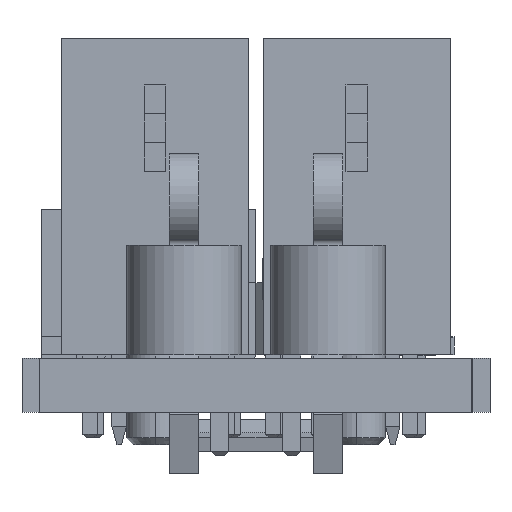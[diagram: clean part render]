
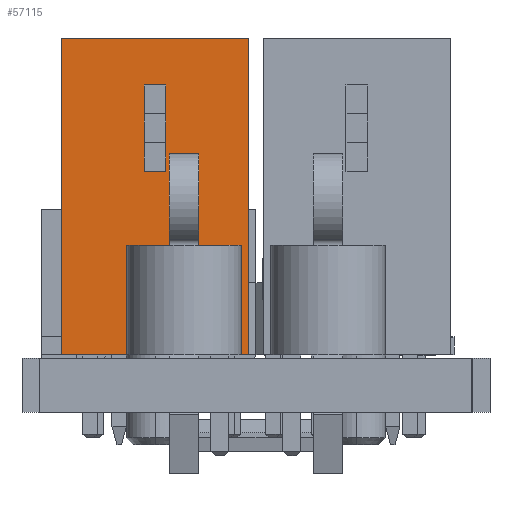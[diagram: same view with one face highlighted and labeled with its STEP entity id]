
A CAD part, left-side view. The second image highlights one B-rep face of the part: STEP entity #57115.
In plain terms, the highlighted face is planar.
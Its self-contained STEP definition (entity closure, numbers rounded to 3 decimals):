
#55345 = VERTEX_POINT('',#55346);
#55346 = CARTESIAN_POINT('',(6.95,-2.6,0.));
#55352 = EDGE_CURVE('',#55353,#55345,#55355,.T.);
#55353 = VERTEX_POINT('',#55354);
#55354 = CARTESIAN_POINT('',(6.95,-2.6,8.8));
#55355 = LINE('',#55356,#55357);
#55356 = CARTESIAN_POINT('',(6.95,-2.6,8.8));
#55357 = VECTOR('',#55358,1.);
#55358 = DIRECTION('',(-0.,-0.,-1.));
#57095 = EDGE_CURVE('',#55353,#57096,#57098,.T.);
#57096 = VERTEX_POINT('',#57097);
#57097 = CARTESIAN_POINT('',(6.95,2.6,8.8));
#57098 = LINE('',#57099,#57100);
#57099 = CARTESIAN_POINT('',(6.95,2.6,8.8));
#57100 = VECTOR('',#57101,1.);
#57101 = DIRECTION('',(-0.,1.,-0.));
#57115 = ADVANCED_FACE('',(#57116,#57150),#57168,.F.);
#57116 = FACE_BOUND('',#57117,.T.);
#57117 = EDGE_LOOP('',(#57118,#57128,#57136,#57144));
#57118 = ORIENTED_EDGE('',*,*,#57119,.F.);
#57119 = EDGE_CURVE('',#57120,#57122,#57124,.T.);
#57120 = VERTEX_POINT('',#57121);
#57121 = CARTESIAN_POINT('',(6.95,0.3,7.5));
#57122 = VERTEX_POINT('',#57123);
#57123 = CARTESIAN_POINT('',(6.95,-0.3,7.5));
#57124 = LINE('',#57125,#57126);
#57125 = CARTESIAN_POINT('',(6.95,2.6,7.5));
#57126 = VECTOR('',#57127,1.);
#57127 = DIRECTION('',(0.,-1.,0.));
#57128 = ORIENTED_EDGE('',*,*,#57129,.T.);
#57129 = EDGE_CURVE('',#57120,#57130,#57132,.T.);
#57130 = VERTEX_POINT('',#57131);
#57131 = CARTESIAN_POINT('',(6.95,0.3,5.1));
#57132 = LINE('',#57133,#57134);
#57133 = CARTESIAN_POINT('',(6.95,0.3,8.8));
#57134 = VECTOR('',#57135,1.);
#57135 = DIRECTION('',(0.,0.,-1.));
#57136 = ORIENTED_EDGE('',*,*,#57137,.F.);
#57137 = EDGE_CURVE('',#57138,#57130,#57140,.T.);
#57138 = VERTEX_POINT('',#57139);
#57139 = CARTESIAN_POINT('',(6.95,-0.3,5.1));
#57140 = LINE('',#57141,#57142);
#57141 = CARTESIAN_POINT('',(6.95,2.6,5.1));
#57142 = VECTOR('',#57143,1.);
#57143 = DIRECTION('',(0.,1.,0.));
#57144 = ORIENTED_EDGE('',*,*,#57145,.F.);
#57145 = EDGE_CURVE('',#57122,#57138,#57146,.T.);
#57146 = LINE('',#57147,#57148);
#57147 = CARTESIAN_POINT('',(6.95,-0.3,8.8));
#57148 = VECTOR('',#57149,1.);
#57149 = DIRECTION('',(0.,0.,-1.));
#57150 = FACE_BOUND('',#57151,.T.);
#57151 = EDGE_LOOP('',(#57152,#57160,#57166,#57167));
#57152 = ORIENTED_EDGE('',*,*,#57153,.T.);
#57153 = EDGE_CURVE('',#55345,#57154,#57156,.T.);
#57154 = VERTEX_POINT('',#57155);
#57155 = CARTESIAN_POINT('',(6.95,2.6,0.));
#57156 = LINE('',#57157,#57158);
#57157 = CARTESIAN_POINT('',(6.95,2.6,0.));
#57158 = VECTOR('',#57159,1.);
#57159 = DIRECTION('',(-0.,1.,-0.));
#57160 = ORIENTED_EDGE('',*,*,#57161,.F.);
#57161 = EDGE_CURVE('',#57096,#57154,#57162,.T.);
#57162 = LINE('',#57163,#57164);
#57163 = CARTESIAN_POINT('',(6.95,2.6,8.8));
#57164 = VECTOR('',#57165,1.);
#57165 = DIRECTION('',(-0.,-0.,-1.));
#57166 = ORIENTED_EDGE('',*,*,#57095,.F.);
#57167 = ORIENTED_EDGE('',*,*,#55352,.T.);
#57168 = PLANE('',#57169);
#57169 = AXIS2_PLACEMENT_3D('',#57170,#57171,#57172);
#57170 = CARTESIAN_POINT('',(6.95,2.6,8.8));
#57171 = DIRECTION('',(-1.,0.,0.));
#57172 = DIRECTION('',(0.,0.,1.));
